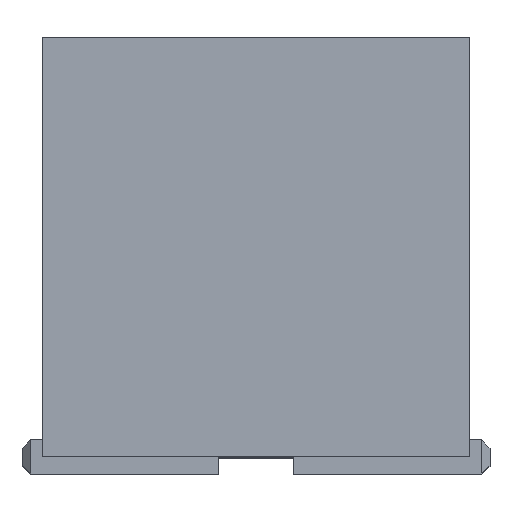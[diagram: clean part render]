
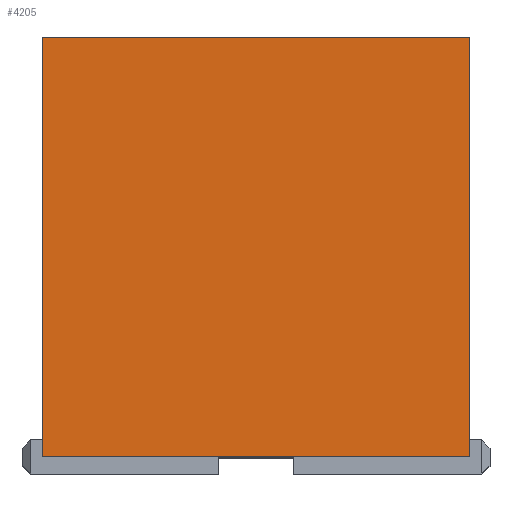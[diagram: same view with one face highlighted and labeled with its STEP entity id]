
A CAD part, top view. The second image highlights one B-rep face of the part: STEP entity #4205.
In plain terms, the highlighted planar face has unit normal (0, 0, 1).
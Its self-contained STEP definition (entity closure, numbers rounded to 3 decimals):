
#123=FACE_OUTER_BOUND('',#372,.T.);
#372=EDGE_LOOP('',(#3204,#3205,#3206,#3207));
#569=LINE('',#5782,#1166);
#708=LINE('',#6060,#1305);
#746=LINE('',#6125,#1343);
#774=LINE('',#6181,#1371);
#1166=VECTOR('',#4673,10.);
#1305=VECTOR('',#4858,10.);
#1343=VECTOR('',#4950,10.);
#1371=VECTOR('',#5010,10.);
#1761=VERTEX_POINT('',#5779);
#1762=VERTEX_POINT('',#5781);
#1877=VERTEX_POINT('',#6057);
#1878=VERTEX_POINT('',#6059);
#2133=EDGE_CURVE('',#1761,#1762,#569,.T.);
#2272=EDGE_CURVE('',#1878,#1877,#708,.T.);
#2310=EDGE_CURVE('',#1878,#1761,#746,.T.);
#2338=EDGE_CURVE('',#1762,#1877,#774,.T.);
#3204=ORIENTED_EDGE('',*,*,#2310,.F.);
#3205=ORIENTED_EDGE('',*,*,#2272,.T.);
#3206=ORIENTED_EDGE('',*,*,#2338,.F.);
#3207=ORIENTED_EDGE('',*,*,#2133,.F.);
#3966=PLANE('',#4468);
#4205=ADVANCED_FACE('',(#123),#3966,.T.);
#4468=AXIS2_PLACEMENT_3D('',#6212,#5044,#5045);
#4673=DIRECTION('',(0.,1.,0.));
#4858=DIRECTION('',(0.,1.,0.));
#4950=DIRECTION('',(-1.,0.,0.));
#5010=DIRECTION('',(1.,0.,0.));
#5044=DIRECTION('center_axis',(0.,0.,1.));
#5045=DIRECTION('ref_axis',(1.,0.,0.));
#5779=CARTESIAN_POINT('',(0.,0.,12.));
#5781=CARTESIAN_POINT('',(0.,4.9,12.));
#5782=CARTESIAN_POINT('',(0.,0.,12.));
#6057=CARTESIAN_POINT('',(5.,4.9,12.));
#6059=CARTESIAN_POINT('',(5.,0.,12.));
#6060=CARTESIAN_POINT('',(5.,0.,12.));
#6125=CARTESIAN_POINT('',(5.,0.,12.));
#6181=CARTESIAN_POINT('',(5.,4.9,12.));
#6212=CARTESIAN_POINT('Origin',(0.,0.,12.));
